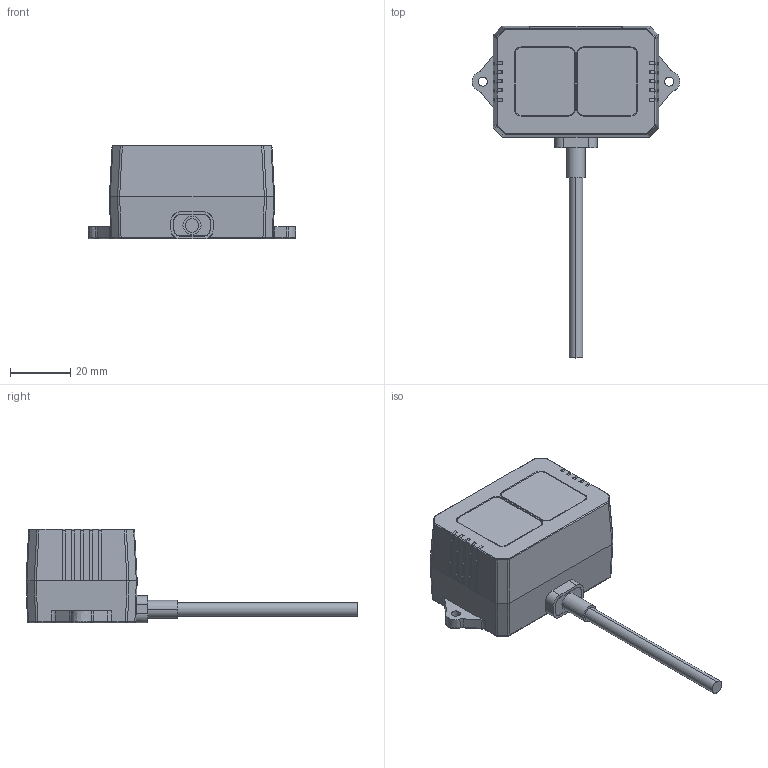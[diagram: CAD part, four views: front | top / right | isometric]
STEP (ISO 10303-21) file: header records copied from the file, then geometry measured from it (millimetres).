
FILE_DESCRIPTION((''),'2;1');
FILE_NAME('TF02-2701_ASM_1_ASM','2020-08-03T',('BW'),(''),'CREO PARAMETRIC BY PTC INC, 2015380','CREO PARAMETRIC BY PTC INC, 2015380','');
FILE_SCHEMA(('CONFIG_CONTROL_DESIGN'));
Products named in the file (21): 楷扞芵噩ㄗT_1; 楷扞__1; 楷扞芵噩_27_1_ASM; ｽﾓﾊﾕ_3_1; ｷ｢ﾉ臉2_1; ﾍ秬49_1; ºó_32_1; ﾃ訐13_1; PINGBIZHAO-ZW_26_1; ﾃﾜｷ秬1_1; 掖蝶-_1_1-45844; 掖蝶-_1_1-46348; BIAOQIAN_17_1; TONGXIANGJIAN-M2X3_2X3_3_1; TF02-2701-VCSEL-ALL-001_ASM_116_ASM; 盄擢-02; 485_CAN_BOARD_ASM; TF02-V4_6_6_SHIELD_ASM; 4_20MA_BOARD_ASM; 485_CAN_BOARD_1_2MM_ASM; TF02-2701_ASM_1_ASM
Assembly tree (27 placements, depth 4):
  TF02-2701_ASM_1_ASM
    TF02-2701-VCSEL-ALL-001_ASM_116_ASM
      楷扞芵噩ㄗT_1  x2
      楷扞__1
      楷扞芵噩_27_1_ASM
        楷扞__1
      ｽﾓﾊﾕ_3_1
      ｷ｢ﾉ臉2_1  x2
      ﾍ秬49_1
      ºó_32_1
      ﾃ訐13_1  x2
      PINGBIZHAO-ZW_26_1
      ﾃﾜｷ秬1_1
      掖蝶-_1_1-45844
      掖蝶-_1_1-46348
      BIAOQIAN_17_1
      TONGXIANGJIAN-M2X3_2X3_3_1  x4
    盄擢-02
    485_CAN_BOARD_ASM
    TF02-V4_6_6_SHIELD_ASM
    4_20MA_BOARD_ASM
    485_CAN_BOARD_1_2MM_ASM
Bounding box: 69 x 110.5 x 31.25 mm (x, y, z)
Volume: 33710.2 mm3; surface area: 44122.8 mm2
Topology: 302 solids, 302 shells, 6019 faces, 14399 edges, 8500 vertices
Faces by surface type: plane 3491, cylinder 1606, sphere 496, bspline 180, torus 116, cone 82, extrusion 36, revolution 12
Entity records: 179207 total; most frequent: CARTESIAN_POINT 45073, DIRECTION 27828, ORIENTED_EDGE 27120, EDGE_CURVE 13560, VECTOR 9744, LINE 9708, AXIS2_PLACEMENT_3D 9039, VERTEX_POINT 8322
